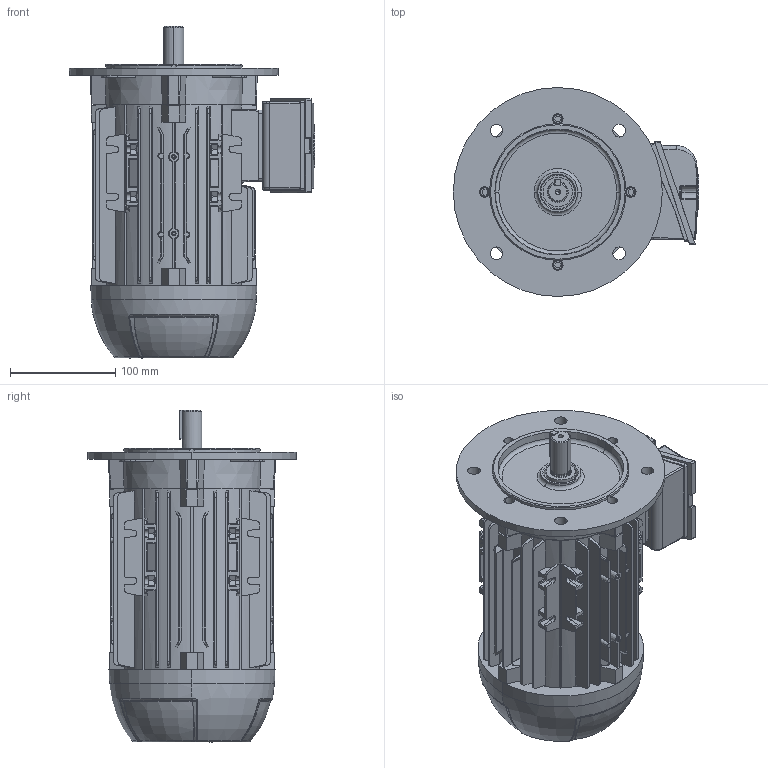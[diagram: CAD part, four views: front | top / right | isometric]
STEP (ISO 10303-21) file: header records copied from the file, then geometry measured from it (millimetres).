
FILE_DESCRIPTION (( 'STEP AP203' ), '1' );
FILE_NAME ('80L_SP_FF_LEFT.STEP', '2021-11-05T13:50:06', ( '' ), ( '' ), 'SwSTEP 2.0', 'SolidWorks 2018', '' );
FILE_SCHEMA (( 'CONFIG_CONTROL_DESIGN' ));
Length unit declared in the file: millimetre
Products named in the file (22): EIXO IEC 80_50.5087.043; 105033022; 105032001_10.5032.006-6-6x28; Parafuso Altracs M5_10.5011.286 x 22; 500014957B_10.5007.074; 105007077; Parafuso Altracs M5; 105006175_50.5307.039; 500014957B; EIXO IEC 80; 500014959_10.5007.078; 105032001; 80L_SP_FF_LEFT; 500014959; 105035112_50.5007.595- FF PadrÆo; 105035112; 105006175
Assembly tree (12 placements, depth 2):
  105007077
  Parafuso Altracs M5
  105033022
  Parafuso Altracs M5
  500014957B
Bounding box: 233.56 x 198.9 x 316 mm (x, y, z)
Volume: 4631916.4 mm3; surface area: 443824.6 mm2
Topology: 12 solids, 12 shells, 1669 faces, 4426 edges, 2853 vertices
Faces by surface type: plane 796, cylinder 335, cone 250, bspline 182, torus 78, sphere 28
Entity records: 58158 total; most frequent: CARTESIAN_POINT 18757, ORIENTED_EDGE 8528, DIRECTION 6993, EDGE_CURVE 4264, VERTEX_POINT 2763, AXIS2_PLACEMENT_3D 2412, LINE 2169, VECTOR 2169
